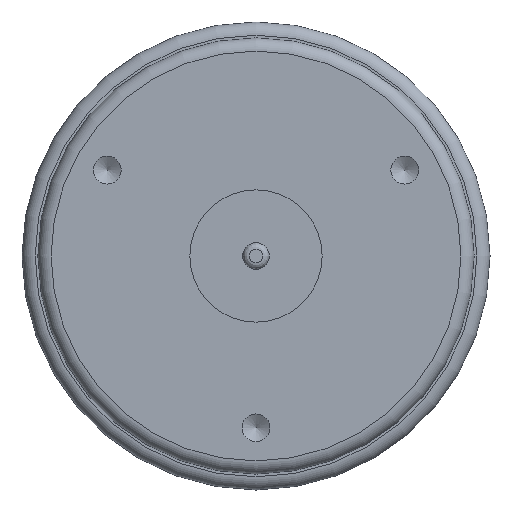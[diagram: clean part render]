
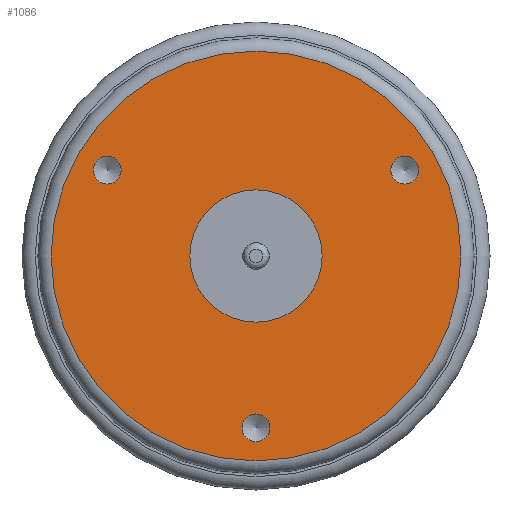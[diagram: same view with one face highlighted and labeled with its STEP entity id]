
A CAD part, front view. The second image highlights one B-rep face of the part: STEP entity #1086.
In plain terms, the highlighted planar face has unit normal (0, -1, 0).
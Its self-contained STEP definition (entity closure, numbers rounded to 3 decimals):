
#411=CARTESIAN_POINT('',(12.315,0.0,6.5));
#412=VERTEX_POINT('',#411);
#413=CARTESIAN_POINT('',(11.258,0.0,6.5));
#414=DIRECTION('',(0.0,1.0,0.0));
#415=DIRECTION('',(1.0,0.0,0.0));
#416=AXIS2_PLACEMENT_3D('',#413,#414,#415);
#417=CIRCLE('',#416,1.057);
#418=EDGE_CURVE('',#412,#412,#417,.T.);
#490=CARTESIAN_POINT('',(-10.202,0.0,6.5));
#491=VERTEX_POINT('',#490);
#492=CARTESIAN_POINT('',(-11.258,0.0,6.5));
#493=DIRECTION('',(0.0,1.0,0.0));
#494=DIRECTION('',(1.0,0.0,0.0));
#495=AXIS2_PLACEMENT_3D('',#492,#493,#494);
#496=CIRCLE('',#495,1.057);
#497=EDGE_CURVE('',#491,#491,#496,.T.);
#569=CARTESIAN_POINT('',(1.057,0.0,-13.0));
#570=VERTEX_POINT('',#569);
#571=CARTESIAN_POINT('',(0.,0.0,-13.0));
#572=DIRECTION('',(0.0,1.0,0.0));
#573=DIRECTION('',(1.0,0.0,0.0));
#574=AXIS2_PLACEMENT_3D('',#571,#572,#573);
#575=CIRCLE('',#574,1.057);
#576=EDGE_CURVE('',#570,#570,#575,.T.);
#906=CARTESIAN_POINT('',(5.0,0.0,0.));
#907=VERTEX_POINT('',#906);
#908=CARTESIAN_POINT('',(0.0,0.0,0.0));
#909=DIRECTION('',(0.0,1.0,0.0));
#910=DIRECTION('',(-1.0,0.0,0.0));
#911=AXIS2_PLACEMENT_3D('',#908,#909,#910);
#912=CIRCLE('',#911,5.0);
#913=EDGE_CURVE('',#907,#907,#912,.T.);
#1034=CARTESIAN_POINT('',(-15.5,0.0,0.));
#1035=VERTEX_POINT('',#1034);
#1036=CARTESIAN_POINT('',(0.0,0.0,0.0));
#1037=DIRECTION('',(0.0,1.0,0.0));
#1038=DIRECTION('',(1.0,0.0,0.0));
#1039=AXIS2_PLACEMENT_3D('',#1036,#1037,#1038);
#1040=CIRCLE('',#1039,15.5);
#1041=EDGE_CURVE('',#1035,#1035,#1040,.T.);
#1066=CARTESIAN_POINT('',(0.0,0.0,0.0));
#1067=DIRECTION('',(0.0,-1.0,0.0));
#1068=DIRECTION('',(0.0,0.0,-1.0));
#1069=AXIS2_PLACEMENT_3D('',#1066,#1067,#1068);
#1070=PLANE('',#1069);
#1071=ORIENTED_EDGE('',*,*,#1041,.F.);
#1072=EDGE_LOOP('',(#1071));
#1073=FACE_OUTER_BOUND('',#1072,.T.);
#1074=ORIENTED_EDGE('',*,*,#418,.T.);
#1075=EDGE_LOOP('',(#1074));
#1076=FACE_BOUND('',#1075,.T.);
#1077=ORIENTED_EDGE('',*,*,#497,.T.);
#1078=EDGE_LOOP('',(#1077));
#1079=FACE_BOUND('',#1078,.T.);
#1080=ORIENTED_EDGE('',*,*,#576,.T.);
#1081=EDGE_LOOP('',(#1080));
#1082=FACE_BOUND('',#1081,.T.);
#1083=ORIENTED_EDGE('',*,*,#913,.T.);
#1084=EDGE_LOOP('',(#1083));
#1085=FACE_BOUND('',#1084,.T.);
#1086=ADVANCED_FACE('',(#1073,#1076,#1079,#1082,#1085),#1070,.T.);
